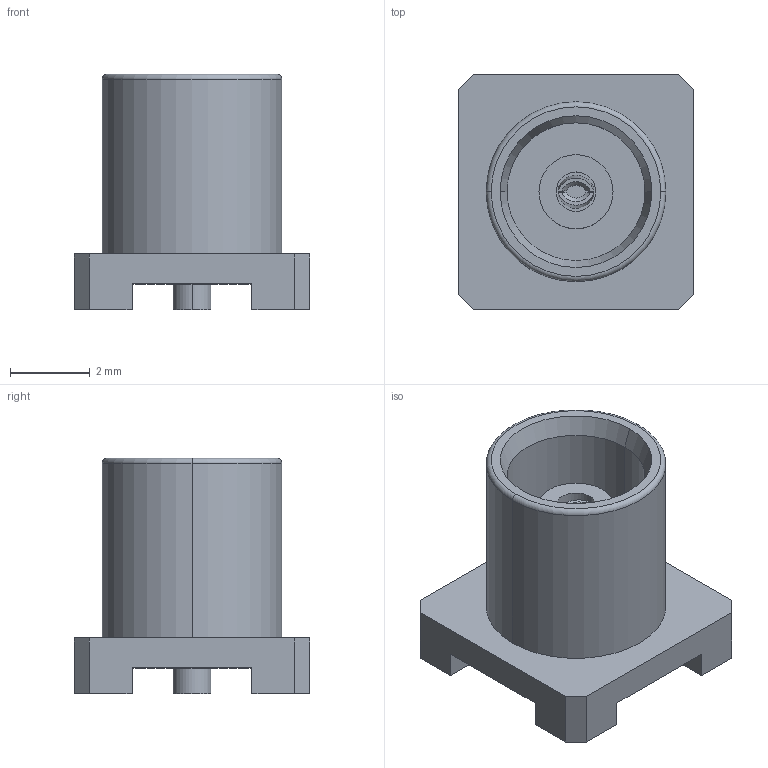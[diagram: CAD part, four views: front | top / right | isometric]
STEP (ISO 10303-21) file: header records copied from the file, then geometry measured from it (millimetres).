
FILE_DESCRIPTION((''),'2;1');
FILE_NAME('734151691','2016-05-10T',('gsharma'),(''),'PRO/ENGINEER BY PARAMETRIC TECHNOLOGY CORPORATION, 2012310','PRO/ENGINEER BY PARAMETRIC TECHNOLOGY CORPORATION, 2012310','');
FILE_SCHEMA(('CONFIG_CONTROL_DESIGN'));
Length unit declared in the file: millimetre
Products named in the file (1): 734151691
Bounding box: 5.89 x 5.89 x 5.89 mm (x, y, z)
Volume: 80.8 mm3; surface area: 207 mm2
Topology: 1 solids, 1 shells, 56 faces, 159 edges, 113 vertices
Faces by surface type: plane 34, cylinder 16, cone 4, torus 2
Entity records: 1889 total; most frequent: CARTESIAN_POINT 368, DIRECTION 306, ORIENTED_EDGE 282, EDGE_CURVE 141, VECTOR 106, LINE 106, AXIS2_PLACEMENT_3D 100, VERTEX_POINT 95
